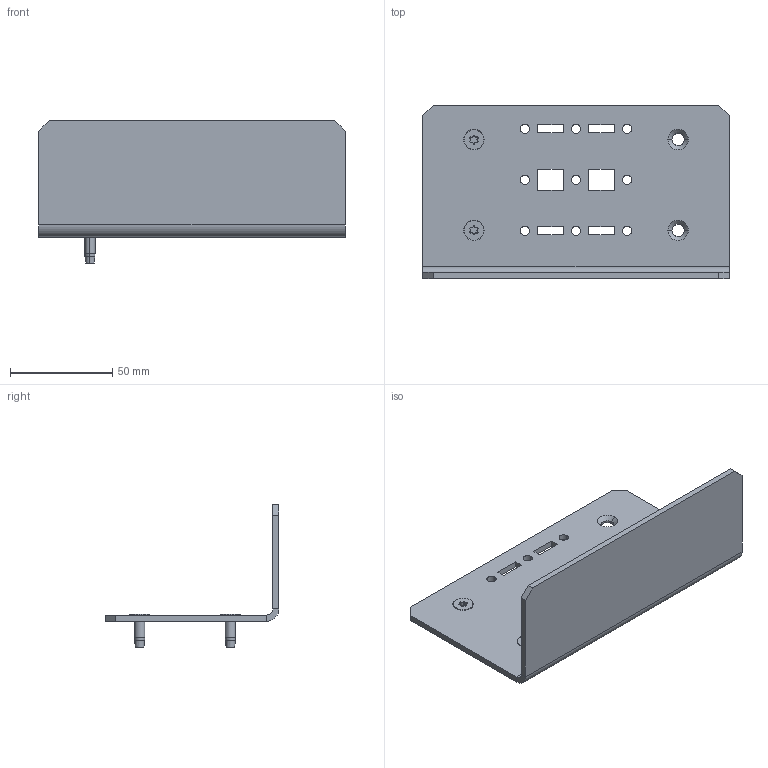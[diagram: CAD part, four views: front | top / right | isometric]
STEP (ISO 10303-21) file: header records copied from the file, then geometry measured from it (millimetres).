
FILE_DESCRIPTION (( 'STEP AP203' ), '1' );
FILE_NAME ('U0252150204 Êîìïëåêò ìîíòàæíûõ óãîëêîâ äëÿ 19-äþéìîâîãî îáîðóäîâàíèÿ LC2_RS52 2U (000.801.188) .STEP', '2022-04-26T07:00:41', ( '' ), ( '' ), 'SwSTEP 2.0', 'SolidWorks 2017', '' );
FILE_SCHEMA (( 'CONFIG_CONTROL_DESIGN' ));
Length unit declared in the file: millimetre
Products named in the file (3): U0252150204 Êîìïëåêò ìîíòàæíûõ óãîëêîâ äëÿ 19-äþéìîâîãî îáîðóäîâàíèÿ LC2_RS52 2U (000.801.188) ; Âèíò DIN 7500 M TORX_Œ5å16; 026-726 Óãîëîê ìîíòàæíûé äëÿ 19-äþéìîâîãî îáîðóäîâàíèÿ LC2 2U
Assembly tree (3 placements, depth 2):
  U0252150204 Êîìïëåêò ìîíòàæíûõ óãîëêîâ äëÿ 19-äþéìîâîãî îáîðóäîâàíèÿ LC2_RS52 2U (000.801.188) 
    026-726 Óãîëîê ìîíòàæíûé äëÿ 19-äþéìîâîãî îáîðóäîâàíèÿ LC2 2U
    Âèíò DIN 7500 M TORX_Œ5å16  x2
Bounding box: 150 x 85 x 69.7 mm (x, y, z)
Volume: 59911.2 mm3; surface area: 43302.9 mm2
Topology: 3 solids, 3 shells, 164 faces, 432 edges, 276 vertices
Faces by surface type: cylinder 94, plane 46, cone 16, torus 8
Entity records: 4168 total; most frequent: DIRECTION 711, CARTESIAN_POINT 649, ORIENTED_EDGE 638, EDGE_CURVE 319, AXIS2_PLACEMENT_3D 266, VERTEX_POINT 204, VECTOR 179, LINE 179
